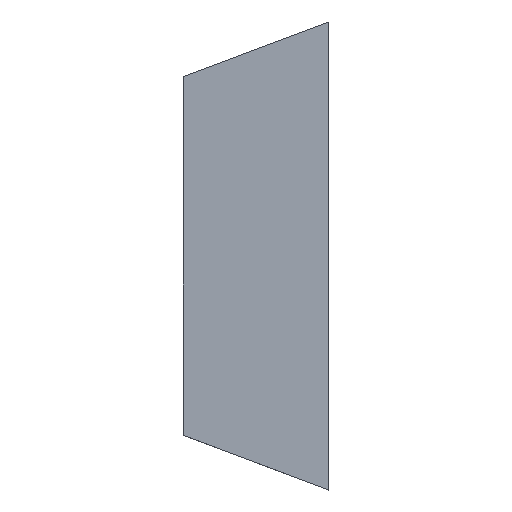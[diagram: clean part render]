
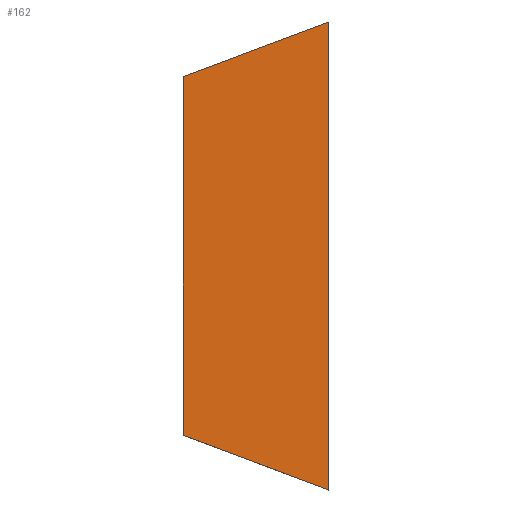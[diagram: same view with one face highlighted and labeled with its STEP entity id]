
A CAD part, top view. The second image highlights one B-rep face of the part: STEP entity #162.
In plain terms, the highlighted planar face has unit normal (0, 0, 1).
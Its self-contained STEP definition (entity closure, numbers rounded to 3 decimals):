
#42=CARTESIAN_POINT('',(23.,8.606,17.8));
#43=VERTEX_POINT('',#42);
#50=CARTESIAN_POINT('',(23.,-3.607,17.8));
#51=VERTEX_POINT('',#50);
#52=CARTESIAN_POINT('',(23.,-3.607,17.8));
#53=DIRECTION('',(0.,1.,0.));
#54=VECTOR('',#53,12.212);
#55=LINE('',#52,#54);
#56=EDGE_CURVE('',#51,#43,#55,.T.);
#81=CARTESIAN_POINT('',(19.2,-2.181,17.8));
#82=VERTEX_POINT('',#81);
#83=CARTESIAN_POINT('',(19.2,-2.181,17.8));
#84=DIRECTION('',(0.936,-0.351,0.));
#85=VECTOR('',#84,4.059);
#86=LINE('',#83,#85);
#87=EDGE_CURVE('',#82,#51,#86,.T.);
#112=CARTESIAN_POINT('',(19.2,7.182,17.8));
#113=VERTEX_POINT('',#112);
#114=CARTESIAN_POINT('',(19.2,7.182,17.8));
#115=DIRECTION('',(0.,-1.,0.));
#116=VECTOR('',#115,9.362);
#117=LINE('',#114,#116);
#118=EDGE_CURVE('',#113,#82,#117,.T.);
#141=CARTESIAN_POINT('',(19.2,7.182,17.8));
#142=DIRECTION('',(0.936,0.351,0.));
#143=VECTOR('',#142,4.058);
#144=LINE('',#141,#143);
#145=EDGE_CURVE('',#113,#43,#144,.T.);
#151=CARTESIAN_POINT('',(0.,0.,17.8));
#152=DIRECTION('',(0.,0.,-1.));
#153=DIRECTION('',(-1.,0.,0.));
#154=AXIS2_PLACEMENT_3D('',#151,#152,#153);
#155=PLANE('',#154);
#156=ORIENTED_EDGE('',*,*,#56,.T.);
#157=ORIENTED_EDGE('',*,*,#145,.F.);
#158=ORIENTED_EDGE('',*,*,#118,.T.);
#159=ORIENTED_EDGE('',*,*,#87,.T.);
#160=EDGE_LOOP('',(#156,#157,#158,#159));
#161=FACE_BOUND('',#160,.T.);
#162=ADVANCED_FACE('',(#161),#155,.F.);
